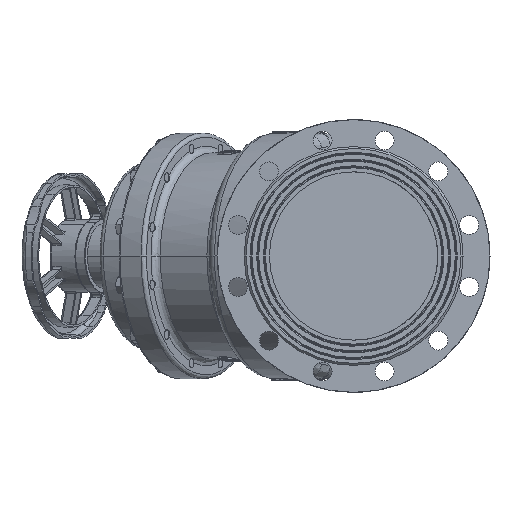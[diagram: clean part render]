
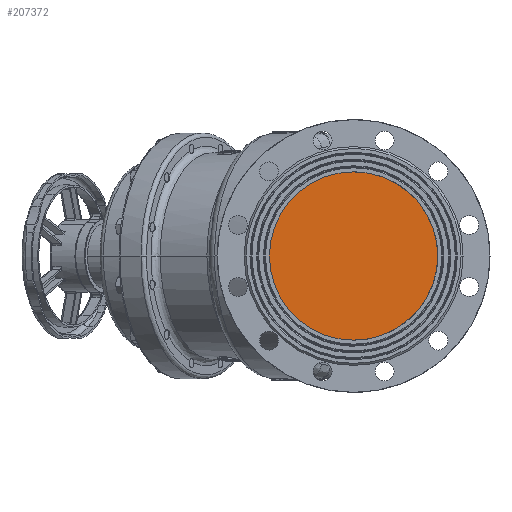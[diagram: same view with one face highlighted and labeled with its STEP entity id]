
A CAD part, left-side view. The second image highlights one B-rep face of the part: STEP entity #207372.
In plain terms, the highlighted planar face has unit normal (-1, 0, 0).
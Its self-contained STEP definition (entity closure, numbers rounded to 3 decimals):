
#5710=CARTESIAN_POINT('Axis2P3D Location',(-360.,0.,0.)) ;
#5714=CARTESIAN_POINT('Vertex',(-360.,0.,125.)) ;
#5716=CARTESIAN_POINT('Vertex',(-360.,0.,-125.)) ;
#17807=CARTESIAN_POINT('Axis2P3D Location',(-360.,0.,0.)) ;
#207363=CARTESIAN_POINT('Axis2P3D Location',(-360.,0.,0.)) ;
#5711=DIRECTION('Axis2P3D Direction',(-1.,0.,0.)) ;
#17808=DIRECTION('Axis2P3D Direction',(-1.,0.,0.)) ;
#207364=DIRECTION('Axis2P3D Direction',(-1.,0.,0.)) ;
#207365=DIRECTION('Axis2P3D XDirection',(0.,0.,1.)) ;
#5712=AXIS2_PLACEMENT_3D('Circle Axis2P3D',#5710,#5711,$) ;
#17809=AXIS2_PLACEMENT_3D('Circle Axis2P3D',#17807,#17808,$) ;
#207366=AXIS2_PLACEMENT_3D('Plane Axis2P3D',#207363,#207364,#207365) ;
#5713=CIRCLE('generated circle',#5712,125.) ;
#17810=CIRCLE('generated circle',#17809,125.) ;
#207367=PLANE('',#207366) ;
#5718=EDGE_CURVE('',#5715,#5717,#5713,.T.) ;
#17811=EDGE_CURVE('',#5717,#5715,#17810,.T.) ;
#207369=ORIENTED_EDGE('',*,*,#17811,.T.) ;
#207370=ORIENTED_EDGE('',*,*,#5718,.T.) ;
#207368=EDGE_LOOP('',(#207369,#207370)) ;
#5715=VERTEX_POINT('',#5714) ;
#5717=VERTEX_POINT('',#5716) ;
#207372=ADVANCED_FACE('NONE',(#207371),#207367,.T.) ;
#207371=FACE_OUTER_BOUND('',#207368,.T.) ;
